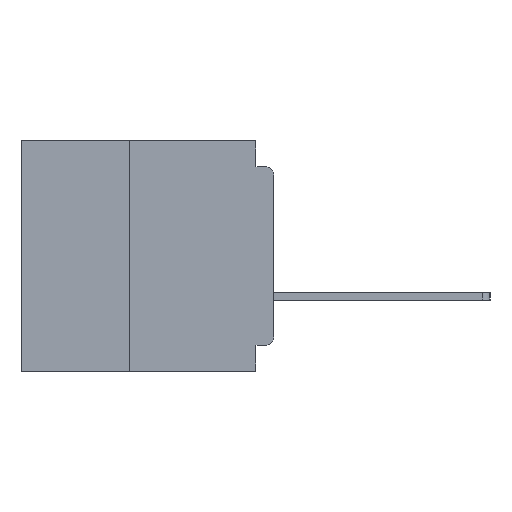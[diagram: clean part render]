
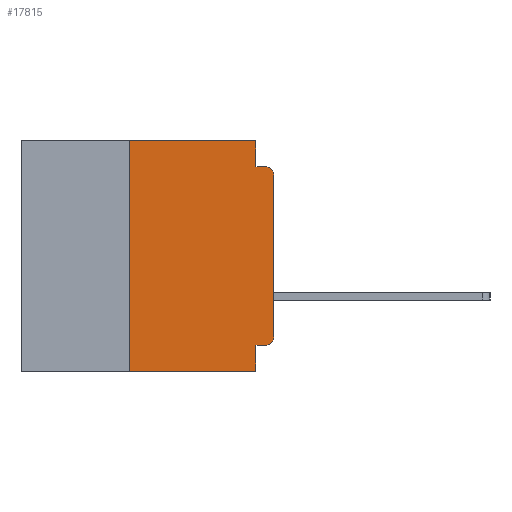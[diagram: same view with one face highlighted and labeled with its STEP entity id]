
A CAD part, left-side view. The second image highlights one B-rep face of the part: STEP entity #17815.
In plain terms, the highlighted planar face has unit normal (-1, 0, 0).
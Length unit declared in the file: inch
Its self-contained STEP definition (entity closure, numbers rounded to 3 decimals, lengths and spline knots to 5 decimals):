
#1261 = ORIENTED_EDGE ( 'NONE', *, *, #17302, .T. ) ;
#3001 = AXIS2_PLACEMENT_3D ( 'NONE', #10374, #32272, #13510 ) ;
#3081 = ORIENTED_EDGE ( 'NONE', *, *, #3611, .F. ) ;
#3300 = EDGE_LOOP ( 'NONE', ( #38265, #16342, #34979, #35015, #4354, #14541, #1261, #16281, #3081, #25339 ) ) ;
#3611 = EDGE_CURVE ( 'NONE', #9707, #10398, #30895, .T. ) ;
#3961 = CARTESIAN_POINT ( 'NONE',  ( 0., 0.437, 0. ) ) ;
#4067 = CARTESIAN_POINT ( 'NONE',  ( 0., 0.015, -0.355 ) ) ;
#4092 = EDGE_CURVE ( 'NONE', #9707, #7703, #12248, .T. ) ;
#4354 = ORIENTED_EDGE ( 'NONE', *, *, #13976, .F. ) ;
#5398 = CARTESIAN_POINT ( 'NONE',  ( 0., 0., -0.045 ) ) ;
#5789 = VERTEX_POINT ( 'NONE', #35037 ) ;
#7106 = DIRECTION ( 'NONE',  ( 1., 0., 0. ) ) ;
#7209 = EDGE_CURVE ( 'NONE', #15762, #10523, #22365, .T. ) ;
#7572 = CARTESIAN_POINT ( 'NONE',  ( 0., 0.031, -0.355 ) ) ;
#7579 = LINE ( 'NONE', #33627, #8557 ) ;
#7703 = VERTEX_POINT ( 'NONE', #18655 ) ;
#8268 = LINE ( 'NONE', #26296, #15641 ) ;
#8557 = VECTOR ( 'NONE', #24391, 39.37008 ) ;
#9471 = VERTEX_POINT ( 'NONE', #21531 ) ;
#9559 = CARTESIAN_POINT ( 'NONE',  ( 0., 0.031, -0.4 ) ) ;
#9625 = AXIS2_PLACEMENT_3D ( 'NONE', #28538, #28484, #28435 ) ;
#9707 = VERTEX_POINT ( 'NONE', #4067 ) ;
#9903 = FACE_OUTER_BOUND ( 'NONE', #3300, .T. ) ;
#10374 = CARTESIAN_POINT ( 'NONE',  ( 0., 0.015, -0.06 ) ) ;
#10398 = VERTEX_POINT ( 'NONE', #7572 ) ;
#10473 = CARTESIAN_POINT ( 'NONE',  ( 0., 0.437, 0. ) ) ;
#10523 = VERTEX_POINT ( 'NONE', #26883 ) ;
#10680 = DIRECTION ( 'NONE',  ( 0., 0., 1. ) ) ;
#12248 = CIRCLE ( 'NONE', #9625, 0.015 ) ;
#12397 = VERTEX_POINT ( 'NONE', #17589 ) ;
#12891 = LINE ( 'NONE', #38170, #36859 ) ;
#13510 = DIRECTION ( 'NONE',  ( 0., 0., -1. ) ) ;
#13976 = EDGE_CURVE ( 'NONE', #12397, #15762, #17631, .T. ) ;
#14541 = ORIENTED_EDGE ( 'NONE', *, *, #26954, .F. ) ;
#15069 = EDGE_CURVE ( 'NONE', #10523, #9471, #32676, .T. ) ;
#15641 = VECTOR ( 'NONE', #10680, 39.37008 ) ;
#15762 = VERTEX_POINT ( 'NONE', #27535 ) ;
#16072 = CARTESIAN_POINT ( 'NONE',  ( 0., 0.031, 0. ) ) ;
#16281 = ORIENTED_EDGE ( 'NONE', *, *, #26532, .F. ) ;
#16342 = ORIENTED_EDGE ( 'NONE', *, *, #20332, .T. ) ;
#16365 = EDGE_CURVE ( 'NONE', #7703, #5789, #7579, .T. ) ;
#17302 = EDGE_CURVE ( 'NONE', #35780, #24147, #12891, .T. ) ;
#17589 = CARTESIAN_POINT ( 'NONE',  ( 0., 0.25, 0. ) ) ;
#17631 = LINE ( 'NONE', #10473, #39045 ) ;
#17815 = ADVANCED_FACE ( 'NONE', ( #9903 ), #22771, .F. ) ;
#17970 = CARTESIAN_POINT ( 'NONE',  ( 0., 0.031, -0.4 ) ) ;
#18117 = DIRECTION ( 'NONE',  ( 0., 0., -1. ) ) ;
#18261 = VECTOR ( 'NONE', #18117, 39.37008 ) ;
#18417 = AXIS2_PLACEMENT_3D ( 'NONE', #3961, #7106, #29005 ) ;
#18655 = CARTESIAN_POINT ( 'NONE',  ( 0., 0., -0.34 ) ) ;
#20332 = EDGE_CURVE ( 'NONE', #5789, #9471, #37558, .T. ) ;
#21531 = CARTESIAN_POINT ( 'NONE',  ( 0., 0.015, -0.045 ) ) ;
#22365 = LINE ( 'NONE', #16072, #23341 ) ;
#22771 = PLANE ( 'NONE',  #18417 ) ;
#23341 = VECTOR ( 'NONE', #37904, 39.37008 ) ;
#24147 = VERTEX_POINT ( 'NONE', #9559 ) ;
#24391 = DIRECTION ( 'NONE',  ( 0., 0., 1. ) ) ;
#25339 = ORIENTED_EDGE ( 'NONE', *, *, #4092, .T. ) ;
#26296 = CARTESIAN_POINT ( 'NONE',  ( 0., 0.25, -0.4 ) ) ;
#26532 = EDGE_CURVE ( 'NONE', #10398, #24147, #26586, .T. ) ;
#26586 = LINE ( 'NONE', #17970, #18261 ) ;
#26883 = CARTESIAN_POINT ( 'NONE',  ( 0., 0.031, -0.045 ) ) ;
#26954 = EDGE_CURVE ( 'NONE', #35780, #12397, #8268, .T. ) ;
#27535 = CARTESIAN_POINT ( 'NONE',  ( 0., 0.031, 0. ) ) ;
#28435 = DIRECTION ( 'NONE',  ( 0., 0., -1. ) ) ;
#28484 = DIRECTION ( 'NONE',  ( -1., 0., 0. ) ) ;
#28538 = CARTESIAN_POINT ( 'NONE',  ( 0., 0.015, -0.34 ) ) ;
#29005 = DIRECTION ( 'NONE',  ( 0., 0., -1. ) ) ;
#29219 = DIRECTION ( 'NONE',  ( 0., -1., 0. ) ) ;
#30444 = DIRECTION ( 'NONE',  ( 0., -1., 0. ) ) ;
#30895 = LINE ( 'NONE', #38870, #40092 ) ;
#31913 = DIRECTION ( 'NONE',  ( 0., -1., 0. ) ) ;
#32272 = DIRECTION ( 'NONE',  ( -1., 0., 0. ) ) ;
#32676 = LINE ( 'NONE', #5398, #39918 ) ;
#33627 = CARTESIAN_POINT ( 'NONE',  ( 0., 0., 0. ) ) ;
#34979 = ORIENTED_EDGE ( 'NONE', *, *, #15069, .F. ) ;
#35015 = ORIENTED_EDGE ( 'NONE', *, *, #7209, .F. ) ;
#35037 = CARTESIAN_POINT ( 'NONE',  ( 0., 0., -0.06 ) ) ;
#35780 = VERTEX_POINT ( 'NONE', #39909 ) ;
#36859 = VECTOR ( 'NONE', #31913, 39.37008 ) ;
#37558 = CIRCLE ( 'NONE', #3001, 0.015 ) ;
#37904 = DIRECTION ( 'NONE',  ( 0., 0., -1. ) ) ;
#38170 = CARTESIAN_POINT ( 'NONE',  ( 0., 0.437, -0.4 ) ) ;
#38265 = ORIENTED_EDGE ( 'NONE', *, *, #16365, .T. ) ;
#38870 = CARTESIAN_POINT ( 'NONE',  ( 0., 0., -0.355 ) ) ;
#39045 = VECTOR ( 'NONE', #29219, 39.37008 ) ;
#39050 = DIRECTION ( 'NONE',  ( 0., 1., 0. ) ) ;
#39909 = CARTESIAN_POINT ( 'NONE',  ( 0., 0.25, -0.4 ) ) ;
#39918 = VECTOR ( 'NONE', #30444, 39.37008 ) ;
#40092 = VECTOR ( 'NONE', #39050, 39.37008 ) ;
